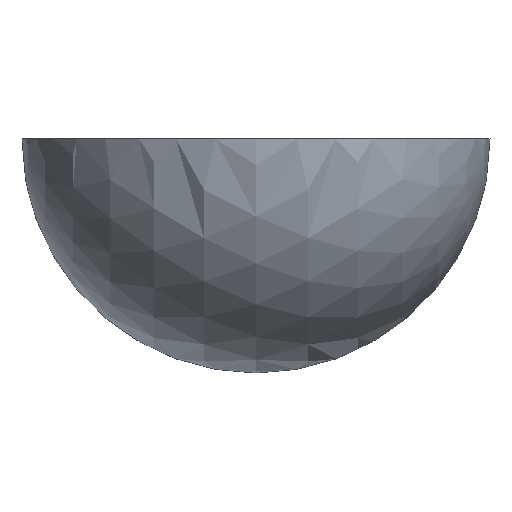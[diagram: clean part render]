
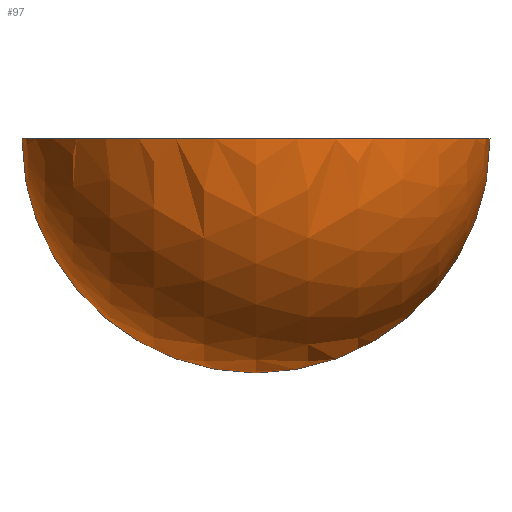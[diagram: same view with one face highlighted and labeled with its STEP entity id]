
A CAD part, front view. The second image highlights one B-rep face of the part: STEP entity #97.
In plain terms, the highlighted spherical face has radius 38.1 mm.
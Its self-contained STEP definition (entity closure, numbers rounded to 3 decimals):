
#22=FACE_OUTER_BOUND('',#29,.T.);
#29=EDGE_LOOP('',(#74,#75));
#40=CIRCLE('',#124,38.1);
#41=CIRCLE('',#125,38.1);
#50=VERTEX_POINT('',#197);
#51=VERTEX_POINT('',#198);
#60=EDGE_CURVE('',#50,#51,#40,.T.);
#61=EDGE_CURVE('',#51,#50,#41,.T.);
#74=ORIENTED_EDGE('',*,*,#60,.F.);
#75=ORIENTED_EDGE('',*,*,#61,.F.);
#92=SPHERICAL_SURFACE('',#123,38.1);
#97=ADVANCED_FACE('',(#22),#92,.T.);
#123=AXIS2_PLACEMENT_3D('',#196,#150,#151);
#124=AXIS2_PLACEMENT_3D('',#199,#152,#153);
#125=AXIS2_PLACEMENT_3D('',#200,#154,#155);
#150=DIRECTION('center_axis',(1.,0.,0.));
#151=DIRECTION('ref_axis',(0.,-1.,0.));
#152=DIRECTION('center_axis',(0.,0.,1.));
#153=DIRECTION('ref_axis',(0.,-1.,0.));
#154=DIRECTION('center_axis',(0.,1.,0.));
#155=DIRECTION('ref_axis',(1.,0.,0.));
#196=CARTESIAN_POINT('Origin',(0.,0.,90.));
#197=CARTESIAN_POINT('',(-38.1,0.,90.));
#198=CARTESIAN_POINT('',(38.1,0.,90.));
#199=CARTESIAN_POINT('Origin',(0.,0.,90.));
#200=CARTESIAN_POINT('Origin',(0.,0.,90.));
